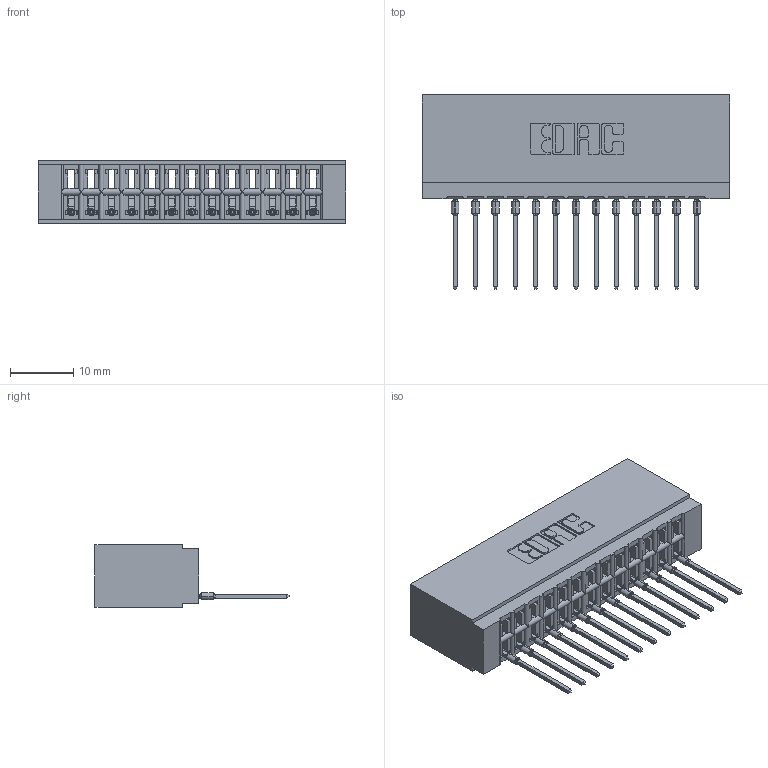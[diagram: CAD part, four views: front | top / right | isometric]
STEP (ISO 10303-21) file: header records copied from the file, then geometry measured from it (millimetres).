
FILE_DESCRIPTION (( 'STEP AP203' ), '1' );
FILE_NAME ('746-013-540-101.STEP', '2020-09-15T20:42:53', ( '' ), ( '' ), 'SwSTEP 2.0', 'SolidWorks 2020', '' );
FILE_SCHEMA (( 'CONFIG_CONTROL_DESIGN' ));
Length unit declared in the file: inch
Products named in the file (3): 746-292-001_540; 746-013-540-101; 746 Part_.515 Slot Depth - 01
Assembly tree (14 placements, depth 2):
  746-013-540-101
    746 Part_.515 Slot Depth - 01
    746-292-001_540  x13
Bounding box: 48.51 x 30.59 x 9.91 mm (x, y, z)
Volume: 5298.6 mm3; surface area: 7522 mm2
Topology: 14 solids, 14 shells, 1501 faces, 4254 edges, 2736 vertices
Faces by surface type: plane 874, cylinder 289, bspline 260, torus 78
Entity records: 23741 total; most frequent: CARTESIAN_POINT 5042, ORIENTED_EDGE 4068, DIRECTION 3420, EDGE_CURVE 2034, LINE 1720, VECTOR 1720, VERTEX_POINT 1344, AXIS2_PLACEMENT_3D 850
